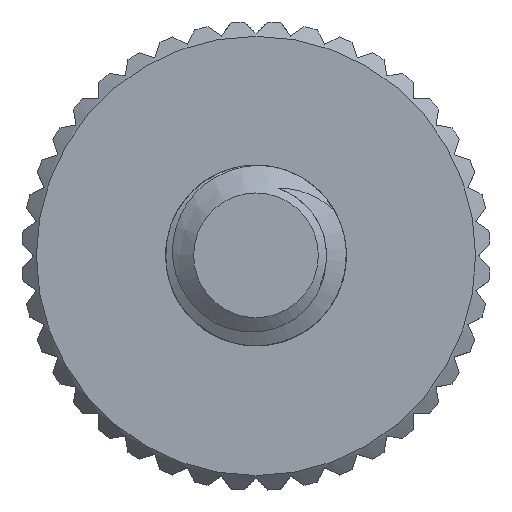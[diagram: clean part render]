
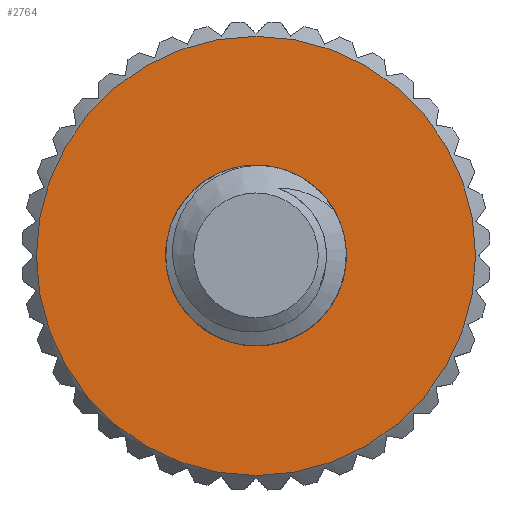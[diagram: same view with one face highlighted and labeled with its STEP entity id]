
A CAD part, top view. The second image highlights one B-rep face of the part: STEP entity #2764.
In plain terms, the highlighted planar face has unit normal (0, 0, 1).
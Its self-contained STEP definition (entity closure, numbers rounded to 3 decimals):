
#15=FACE_BOUND('',#571,.T.);
#268=PLANE('',#3028);
#422=FACE_OUTER_BOUND('',#570,.T.);
#570=EDGE_LOOP('',(#2545));
#571=EDGE_LOOP('',(#2546));
#588=CIRCLE('',#2813,7.5);
#670=CIRCLE('',#3027,2.9);
#1021=VERTEX_POINT('',#4646);
#1268=VERTEX_POINT('',#5714);
#1326=EDGE_CURVE('',#1021,#1021,#588,.T.);
#1700=EDGE_CURVE('',#1268,#1268,#670,.T.);
#2545=ORIENTED_EDGE('',*,*,#1326,.F.);
#2546=ORIENTED_EDGE('',*,*,#1700,.F.);
#2764=ADVANCED_FACE('',(#422,#15),#268,.T.);
#2813=AXIS2_PLACEMENT_3D('',#4647,#3110,#3111);
#3027=AXIS2_PLACEMENT_3D('',#5716,#3662,#3663);
#3028=AXIS2_PLACEMENT_3D('',#5717,#3664,#3665);
#3110=DIRECTION('center_axis',(0.,0.,-1.));
#3111=DIRECTION('ref_axis',(-1.,0.,0.));
#3662=DIRECTION('center_axis',(0.,0.,1.));
#3663=DIRECTION('ref_axis',(-1.,0.,0.));
#3664=DIRECTION('center_axis',(0.,0.,1.));
#3665=DIRECTION('ref_axis',(1.,0.,0.));
#4646=CARTESIAN_POINT('',(7.5,0.,2.5));
#4647=CARTESIAN_POINT('Origin',(0.,0.,2.5));
#5714=CARTESIAN_POINT('',(2.9,0.,2.5));
#5716=CARTESIAN_POINT('Origin',(0.,0.,2.5));
#5717=CARTESIAN_POINT('Origin',(0.,0.,2.5));
